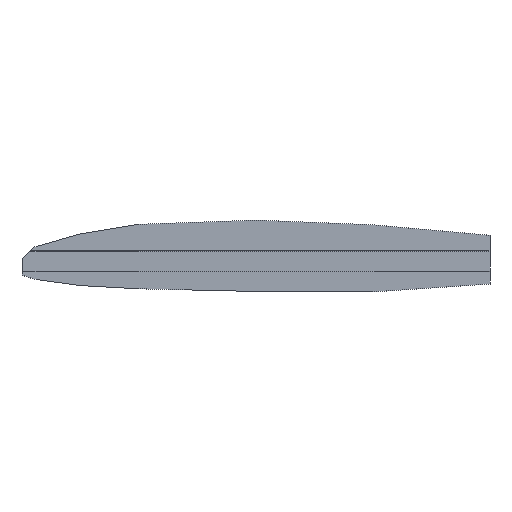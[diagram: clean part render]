
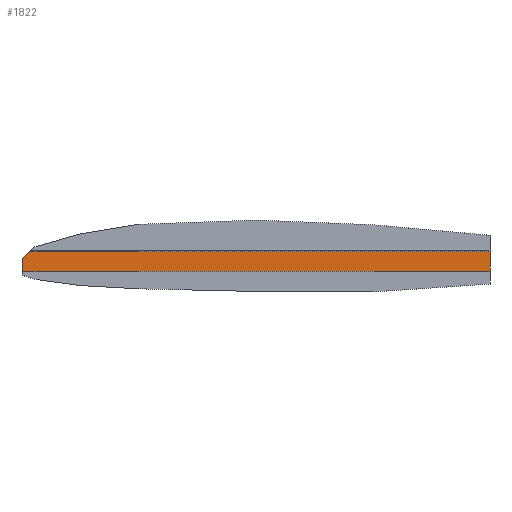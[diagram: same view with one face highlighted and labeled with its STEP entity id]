
A CAD part, left-side view. The second image highlights one B-rep face of the part: STEP entity #1822.
In plain terms, the highlighted planar face has unit normal (-1, 0, 0).
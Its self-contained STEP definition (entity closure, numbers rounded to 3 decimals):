
#32 = PLANE('',#33);
#33 = AXIS2_PLACEMENT_3D('',#34,#35,#36);
#34 = CARTESIAN_POINT('',(0.,-180.,-42.845));
#35 = DIRECTION('',(0.,1.,0.));
#36 = DIRECTION('',(0.,0.,1.));
#444 = VERTEX_POINT('',#445);
#445 = CARTESIAN_POINT('',(-0.25,-180.,-52.));
#459 = PLANE('',#460);
#460 = AXIS2_PLACEMENT_3D('',#461,#462,#463);
#461 = CARTESIAN_POINT('',(-31.25,-180.,-52.));
#462 = DIRECTION('',(0.,0.,-1.));
#463 = DIRECTION('',(1.,0.,0.));
#471 = EDGE_CURVE('',#444,#472,#474,.T.);
#472 = VERTEX_POINT('',#473);
#473 = CARTESIAN_POINT('',(-0.25,-180.,-37.));
#474 = SURFACE_CURVE('',#475,(#479,#486),.PCURVE_S1.);
#475 = LINE('',#476,#477);
#476 = CARTESIAN_POINT('',(-0.25,-180.,-52.));
#477 = VECTOR('',#478,1.);
#478 = DIRECTION('',(0.,0.,1.));
#479 = PCURVE('',#32,#480);
#480 = DEFINITIONAL_REPRESENTATION('',(#481),#485);
#481 = LINE('',#482,#483);
#482 = CARTESIAN_POINT('',(-9.155,-0.25));
#483 = VECTOR('',#484,1.);
#484 = DIRECTION('',(1.,0.));
#485 = ( GEOMETRIC_REPRESENTATION_CONTEXT(2) 
PARAMETRIC_REPRESENTATION_CONTEXT() REPRESENTATION_CONTEXT('2D SPACE',''
  ) );
#486 = PCURVE('',#487,#492);
#487 = PLANE('',#488);
#488 = AXIS2_PLACEMENT_3D('',#489,#490,#491);
#489 = CARTESIAN_POINT('',(-0.25,-180.,-52.));
#490 = DIRECTION('',(1.,0.,0.));
#491 = DIRECTION('',(0.,0.,1.));
#492 = DEFINITIONAL_REPRESENTATION('',(#493),#497);
#493 = LINE('',#494,#495);
#494 = CARTESIAN_POINT('',(0.,0.));
#495 = VECTOR('',#496,1.);
#496 = DIRECTION('',(1.,0.));
#497 = ( GEOMETRIC_REPRESENTATION_CONTEXT(2) 
PARAMETRIC_REPRESENTATION_CONTEXT() REPRESENTATION_CONTEXT('2D SPACE',''
  ) );
#515 = PLANE('',#516);
#516 = AXIS2_PLACEMENT_3D('',#517,#518,#519);
#517 = CARTESIAN_POINT('',(-0.25,-180.,-37.));
#518 = DIRECTION('',(0.,0.,1.));
#519 = DIRECTION('',(-1.,0.,0.));
#906 = B_SPLINE_SURFACE_WITH_KNOTS('',1,1,(
    (#907,#908)
    ,(#909,#910
    )),.UNSPECIFIED.,.F.,.F.,.F.,(2,2),(2,2),(0.,2.373),(0.,1.),
  .PIECEWISE_BEZIER_KNOTS.);
#907 = CARTESIAN_POINT('',(-1.186,170.,-33.277));
#908 = CARTESIAN_POINT('',(-0.595,180.,-41.985));
#909 = CARTESIAN_POINT('',(1.186,170.,-33.277));
#910 = CARTESIAN_POINT('',(0.595,180.,-41.985));
#1469 = EDGE_CURVE('',#472,#1470,#1472,.T.);
#1470 = VERTEX_POINT('',#1471);
#1471 = CARTESIAN_POINT('',(-0.25,174.275,-37.));
#1472 = SURFACE_CURVE('',#1473,(#1477,#1484),.PCURVE_S1.);
#1473 = LINE('',#1474,#1475);
#1474 = CARTESIAN_POINT('',(-0.25,-180.,-37.));
#1475 = VECTOR('',#1476,1.);
#1476 = DIRECTION('',(0.,1.,0.));
#1477 = PCURVE('',#515,#1478);
#1478 = DEFINITIONAL_REPRESENTATION('',(#1479),#1483);
#1479 = LINE('',#1480,#1481);
#1480 = CARTESIAN_POINT('',(0.,0.));
#1481 = VECTOR('',#1482,1.);
#1482 = DIRECTION('',(0.,-1.));
#1483 = ( GEOMETRIC_REPRESENTATION_CONTEXT(2) 
PARAMETRIC_REPRESENTATION_CONTEXT() REPRESENTATION_CONTEXT('2D SPACE',''
  ) );
#1484 = PCURVE('',#487,#1485);
#1485 = DEFINITIONAL_REPRESENTATION('',(#1486),#1490);
#1486 = LINE('',#1487,#1488);
#1487 = CARTESIAN_POINT('',(15.,0.));
#1488 = VECTOR('',#1489,1.);
#1489 = DIRECTION('',(0.,-1.));
#1490 = ( GEOMETRIC_REPRESENTATION_CONTEXT(2) 
PARAMETRIC_REPRESENTATION_CONTEXT() REPRESENTATION_CONTEXT('2D SPACE',''
  ) );
#1822 = ADVANCED_FACE('',(#1823),#487,.F.);
#1823 = FACE_BOUND('',#1824,.F.);
#1824 = EDGE_LOOP('',(#1825,#1826,#1849,#1877,#1931));
#1825 = ORIENTED_EDGE('',*,*,#471,.F.);
#1826 = ORIENTED_EDGE('',*,*,#1827,.T.);
#1827 = EDGE_CURVE('',#444,#1828,#1830,.T.);
#1828 = VERTEX_POINT('',#1829);
#1829 = CARTESIAN_POINT('',(-0.25,180.,-52.));
#1830 = SURFACE_CURVE('',#1831,(#1835,#1842),.PCURVE_S1.);
#1831 = LINE('',#1832,#1833);
#1832 = CARTESIAN_POINT('',(-0.25,-180.,-52.));
#1833 = VECTOR('',#1834,1.);
#1834 = DIRECTION('',(0.,1.,0.));
#1835 = PCURVE('',#487,#1836);
#1836 = DEFINITIONAL_REPRESENTATION('',(#1837),#1841);
#1837 = LINE('',#1838,#1839);
#1838 = CARTESIAN_POINT('',(0.,0.));
#1839 = VECTOR('',#1840,1.);
#1840 = DIRECTION('',(0.,-1.));
#1841 = ( GEOMETRIC_REPRESENTATION_CONTEXT(2) 
PARAMETRIC_REPRESENTATION_CONTEXT() REPRESENTATION_CONTEXT('2D SPACE',''
  ) );
#1842 = PCURVE('',#459,#1843);
#1843 = DEFINITIONAL_REPRESENTATION('',(#1844),#1848);
#1844 = LINE('',#1845,#1846);
#1845 = CARTESIAN_POINT('',(31.,0.));
#1846 = VECTOR('',#1847,1.);
#1847 = DIRECTION('',(0.,-1.));
#1848 = ( GEOMETRIC_REPRESENTATION_CONTEXT(2) 
PARAMETRIC_REPRESENTATION_CONTEXT() REPRESENTATION_CONTEXT('2D SPACE',''
  ) );
#1849 = ORIENTED_EDGE('',*,*,#1850,.F.);
#1850 = EDGE_CURVE('',#1851,#1828,#1853,.T.);
#1851 = VERTEX_POINT('',#1852);
#1852 = CARTESIAN_POINT('',(-0.25,180.,-41.985));
#1853 = SURFACE_CURVE('',#1854,(#1858,#1865),.PCURVE_S1.);
#1854 = LINE('',#1855,#1856);
#1855 = CARTESIAN_POINT('',(-0.25,180.,-50.187));
#1856 = VECTOR('',#1857,1.);
#1857 = DIRECTION('',(0.,0.,-1.));
#1858 = PCURVE('',#487,#1859);
#1859 = DEFINITIONAL_REPRESENTATION('',(#1860),#1864);
#1860 = LINE('',#1861,#1862);
#1861 = CARTESIAN_POINT('',(1.813,-360.));
#1862 = VECTOR('',#1863,1.);
#1863 = DIRECTION('',(-1.,0.));
#1864 = ( GEOMETRIC_REPRESENTATION_CONTEXT(2) 
PARAMETRIC_REPRESENTATION_CONTEXT() REPRESENTATION_CONTEXT('2D SPACE',''
  ) );
#1865 = PCURVE('',#1866,#1871);
#1866 = PLANE('',#1867);
#1867 = AXIS2_PLACEMENT_3D('',#1868,#1869,#1870);
#1868 = CARTESIAN_POINT('',(0.,180.,-48.375));
#1869 = DIRECTION('',(0.,1.,0.));
#1870 = DIRECTION('',(0.,0.,-1.));
#1871 = DEFINITIONAL_REPRESENTATION('',(#1872),#1876);
#1872 = LINE('',#1873,#1874);
#1873 = CARTESIAN_POINT('',(1.813,0.25));
#1874 = VECTOR('',#1875,1.);
#1875 = DIRECTION('',(1.,0.));
#1876 = ( GEOMETRIC_REPRESENTATION_CONTEXT(2) 
PARAMETRIC_REPRESENTATION_CONTEXT() REPRESENTATION_CONTEXT('2D SPACE',''
  ) );
#1877 = ORIENTED_EDGE('',*,*,#1878,.F.);
#1878 = EDGE_CURVE('',#1470,#1851,#1879,.T.);
#1879 = SURFACE_CURVE('',#1880,(#1895,#1913),.PCURVE_S1.);
#1880 = B_SPLINE_CURVE_WITH_KNOTS('',5,(#1881,#1882,#1883,#1884,#1885,
    #1886,#1887,#1888,#1889,#1890,#1891,#1892,#1893,#1894),
  .UNSPECIFIED.,.F.,.F.,(6,4,4,6),(0.,0.425,0.848,1.),
  .UNSPECIFIED.);
#1881 = CARTESIAN_POINT('',(-0.25,174.275,-37.));
#1882 = CARTESIAN_POINT('',(-0.25,174.762,-37.424));
#1883 = CARTESIAN_POINT('',(-0.25,175.249,-37.848));
#1884 = CARTESIAN_POINT('',(-0.25,175.736,-38.272));
#1885 = CARTESIAN_POINT('',(-0.25,176.223,-38.696));
#1886 = CARTESIAN_POINT('',(-0.25,177.194,-39.542));
#1887 = CARTESIAN_POINT('',(-0.25,177.678,-39.963));
#1888 = CARTESIAN_POINT('',(-0.25,178.162,-40.384));
#1889 = CARTESIAN_POINT('',(-0.25,178.646,-40.806));
#1890 = CARTESIAN_POINT('',(-0.25,179.304,-41.379));
#1891 = CARTESIAN_POINT('',(-0.25,179.478,-41.53));
#1892 = CARTESIAN_POINT('',(-0.25,179.652,-41.682));
#1893 = CARTESIAN_POINT('',(-0.25,179.826,-41.833));
#1894 = CARTESIAN_POINT('',(-0.25,180.,-41.985));
#1895 = PCURVE('',#487,#1896);
#1896 = DEFINITIONAL_REPRESENTATION('',(#1897),#1912);
#1897 = B_SPLINE_CURVE_WITH_KNOTS('',5,(#1898,#1899,#1900,#1901,#1902,
    #1903,#1904,#1905,#1906,#1907,#1908,#1909,#1910,#1911),
  .UNSPECIFIED.,.F.,.F.,(6,4,4,6),(0.,0.425,0.848,1.),
  .UNSPECIFIED.);
#1898 = CARTESIAN_POINT('',(15.,-354.275));
#1899 = CARTESIAN_POINT('',(14.576,-354.762));
#1900 = CARTESIAN_POINT('',(14.152,-355.249));
#1901 = CARTESIAN_POINT('',(13.728,-355.736));
#1902 = CARTESIAN_POINT('',(13.304,-356.223));
#1903 = CARTESIAN_POINT('',(12.458,-357.194));
#1904 = CARTESIAN_POINT('',(12.037,-357.678));
#1905 = CARTESIAN_POINT('',(11.616,-358.162));
#1906 = CARTESIAN_POINT('',(11.194,-358.646));
#1907 = CARTESIAN_POINT('',(10.621,-359.304));
#1908 = CARTESIAN_POINT('',(10.47,-359.478));
#1909 = CARTESIAN_POINT('',(10.318,-359.652));
#1910 = CARTESIAN_POINT('',(10.167,-359.826));
#1911 = CARTESIAN_POINT('',(10.015,-360.));
#1912 = ( GEOMETRIC_REPRESENTATION_CONTEXT(2) 
PARAMETRIC_REPRESENTATION_CONTEXT() REPRESENTATION_CONTEXT('2D SPACE',''
  ) );
#1913 = PCURVE('',#906,#1914);
#1914 = DEFINITIONAL_REPRESENTATION('',(#1915),#1930);
#1915 = B_SPLINE_CURVE_WITH_KNOTS('',5,(#1916,#1917,#1918,#1919,#1920,
    #1921,#1922,#1923,#1924,#1925,#1926,#1927,#1928,#1929),
  .UNSPECIFIED.,.F.,.F.,(6,4,4,6),(0.,0.425,0.848,1.),
  .UNSPECIFIED.);
#1916 = CARTESIAN_POINT('',(0.869,0.428));
#1917 = CARTESIAN_POINT('',(0.859,0.476));
#1918 = CARTESIAN_POINT('',(0.848,0.525));
#1919 = CARTESIAN_POINT('',(0.837,0.574));
#1920 = CARTESIAN_POINT('',(0.824,0.622));
#1921 = CARTESIAN_POINT('',(0.797,0.719));
#1922 = CARTESIAN_POINT('',(0.782,0.768));
#1923 = CARTESIAN_POINT('',(0.766,0.816));
#1924 = CARTESIAN_POINT('',(0.748,0.865));
#1925 = CARTESIAN_POINT('',(0.72,0.93));
#1926 = CARTESIAN_POINT('',(0.713,0.948));
#1927 = CARTESIAN_POINT('',(0.705,0.965));
#1928 = CARTESIAN_POINT('',(0.696,0.983));
#1929 = CARTESIAN_POINT('',(0.688,1.));
#1930 = ( GEOMETRIC_REPRESENTATION_CONTEXT(2) 
PARAMETRIC_REPRESENTATION_CONTEXT() REPRESENTATION_CONTEXT('2D SPACE',''
  ) );
#1931 = ORIENTED_EDGE('',*,*,#1469,.F.);
